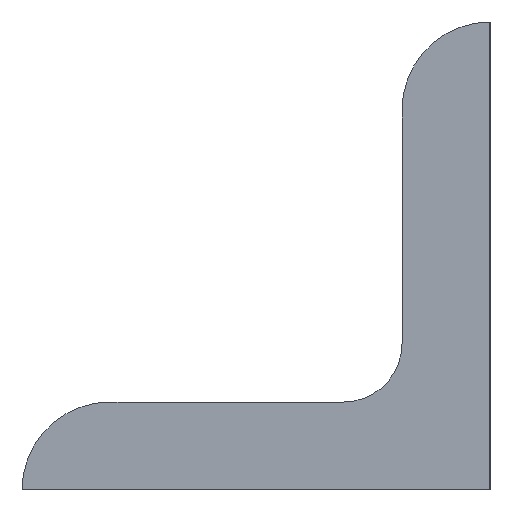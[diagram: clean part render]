
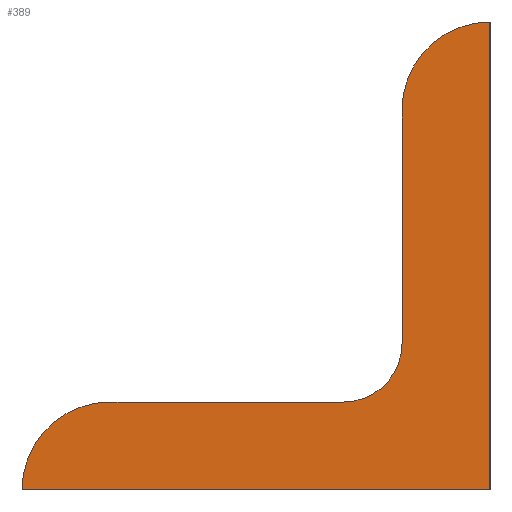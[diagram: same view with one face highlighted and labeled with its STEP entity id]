
A CAD part, left-side view. The second image highlights one B-rep face of the part: STEP entity #389.
In plain terms, the highlighted planar face has unit normal (-1, 0, 0).
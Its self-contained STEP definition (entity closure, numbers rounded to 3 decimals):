
#22 = DIRECTION ( 'NONE',  ( 0., 0., 1. ) ) ;
#50 = VECTOR ( 'NONE', #22, 1000. ) ;
#57 = ORIENTED_EDGE ( 'NONE', *, *, #312, .F. ) ;
#86 = CARTESIAN_POINT ( 'NONE',  ( -36.513, 0., 20.625 ) ) ;
#95 = CARTESIAN_POINT ( 'NONE',  ( -36.513, 4.775, 7.95 ) ) ;
#99 = ORIENTED_EDGE ( 'NONE', *, *, #414, .F. ) ;
#103 = VECTOR ( 'NONE', #674, 1000. ) ;
#110 = EDGE_CURVE ( 'NONE', #350, #554, #153, .T. ) ;
#145 = CARTESIAN_POINT ( 'NONE',  ( -36.513, 7.95, 4.775 ) ) ;
#149 = PLANE ( 'NONE',  #516 ) ;
#153 = LINE ( 'NONE', #501, #103 ) ;
#154 = DIRECTION ( 'NONE',  ( 0., 0., -1. ) ) ;
#155 = CARTESIAN_POINT ( 'NONE',  ( -36.513, 25.4, 0. ) ) ;
#177 = EDGE_CURVE ( 'NONE', #241, #350, #335, .T. ) ;
#200 = CARTESIAN_POINT ( 'NONE',  ( -36.513, 20.625, 0. ) ) ;
#208 = LINE ( 'NONE', #95, #50 ) ;
#215 = VECTOR ( 'NONE', #438, 1000. ) ;
#217 = DIRECTION ( 'NONE',  ( 0., 0., -1. ) ) ;
#230 = DIRECTION ( 'NONE',  ( 0., 0., -1. ) ) ;
#232 = VERTEX_POINT ( 'NONE', #559 ) ;
#233 = ORIENTED_EDGE ( 'NONE', *, *, #110, .F. ) ;
#239 = AXIS2_PLACEMENT_3D ( 'NONE', #471, #468, #217 ) ;
#241 = VERTEX_POINT ( 'NONE', #306 ) ;
#254 = CARTESIAN_POINT ( 'NONE',  ( -36.513, 20.625, 4.775 ) ) ;
#265 = DIRECTION ( 'NONE',  ( 1., 0., 0. ) ) ;
#268 = VECTOR ( 'NONE', #583, 1000. ) ;
#269 = CIRCLE ( 'NONE', #309, 4.775 ) ;
#306 = CARTESIAN_POINT ( 'NONE',  ( -36.513, 0., 25.4 ) ) ;
#309 = AXIS2_PLACEMENT_3D ( 'NONE', #200, #621, #442 ) ;
#312 = EDGE_CURVE ( 'NONE', #554, #322, #269, .T. ) ;
#318 = CARTESIAN_POINT ( 'NONE',  ( -36.513, 20.625, 4.775 ) ) ;
#322 = VERTEX_POINT ( 'NONE', #254 ) ;
#335 = LINE ( 'NONE', #446, #215 ) ;
#350 = VERTEX_POINT ( 'NONE', #455 ) ;
#389 = ADVANCED_FACE ( 'NONE', ( #539 ), #149, .F. ) ;
#409 = EDGE_CURVE ( 'NONE', #232, #486, #208, .T. ) ;
#412 = VERTEX_POINT ( 'NONE', #145 ) ;
#414 = EDGE_CURVE ( 'NONE', #322, #412, #525, .T. ) ;
#415 = CARTESIAN_POINT ( 'NONE',  ( -36.513, 0., 20.625 ) ) ;
#438 = DIRECTION ( 'NONE',  ( 0., 0., -1. ) ) ;
#442 = DIRECTION ( 'NONE',  ( 0., 0., -1. ) ) ;
#446 = CARTESIAN_POINT ( 'NONE',  ( -36.513, 0., 25.4 ) ) ;
#455 = CARTESIAN_POINT ( 'NONE',  ( -36.513, 0., 0. ) ) ;
#468 = DIRECTION ( 'NONE',  ( 1., 0., 0. ) ) ;
#471 = CARTESIAN_POINT ( 'NONE',  ( -36.513, 7.95, 7.95 ) ) ;
#486 = VERTEX_POINT ( 'NONE', #520 ) ;
#501 = CARTESIAN_POINT ( 'NONE',  ( -36.513, 0., 0. ) ) ;
#516 = AXIS2_PLACEMENT_3D ( 'NONE', #86, #265, #154 ) ;
#520 = CARTESIAN_POINT ( 'NONE',  ( -36.513, 4.775, 20.625 ) ) ;
#523 = EDGE_LOOP ( 'NONE', ( #617, #578, #697, #99, #57, #233, #613 ) ) ;
#525 = LINE ( 'NONE', #318, #268 ) ;
#527 = EDGE_CURVE ( 'NONE', #232, #412, #605, .T. ) ;
#539 = FACE_OUTER_BOUND ( 'NONE', #523, .T. ) ;
#554 = VERTEX_POINT ( 'NONE', #155 ) ;
#559 = CARTESIAN_POINT ( 'NONE',  ( -36.513, 4.775, 7.95 ) ) ;
#578 = ORIENTED_EDGE ( 'NONE', *, *, #409, .F. ) ;
#583 = DIRECTION ( 'NONE',  ( 0., -1., 0. ) ) ;
#596 = CIRCLE ( 'NONE', #615, 4.775 ) ;
#605 = CIRCLE ( 'NONE', #239, 3.175 ) ;
#613 = ORIENTED_EDGE ( 'NONE', *, *, #177, .F. ) ;
#615 = AXIS2_PLACEMENT_3D ( 'NONE', #415, #766, #230 ) ;
#617 = ORIENTED_EDGE ( 'NONE', *, *, #640, .F. ) ;
#621 = DIRECTION ( 'NONE',  ( 1., 0., 0. ) ) ;
#640 = EDGE_CURVE ( 'NONE', #486, #241, #596, .T. ) ;
#674 = DIRECTION ( 'NONE',  ( 0., 1., 0. ) ) ;
#697 = ORIENTED_EDGE ( 'NONE', *, *, #527, .T. ) ;
#766 = DIRECTION ( 'NONE',  ( 1., 0., 0. ) ) ;
